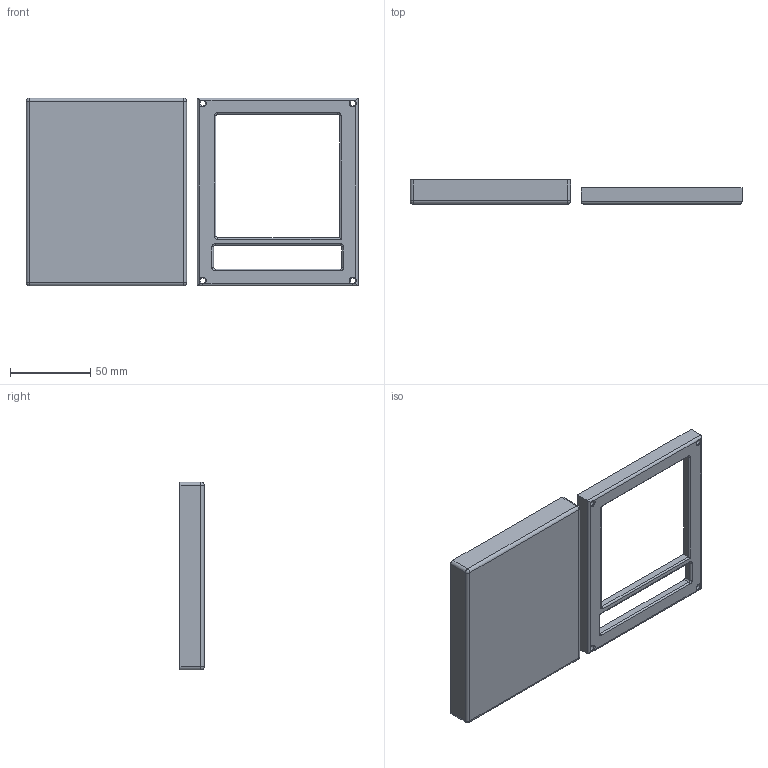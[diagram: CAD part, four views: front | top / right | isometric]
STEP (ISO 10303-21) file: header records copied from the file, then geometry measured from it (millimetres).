
FILE_DESCRIPTION(/* description */ ('STEP AP242','CAx-IF Rec.Pracs.---Representation and Presentation of Product Manufacturing Information (PMI)---4.0---2014-10-13','CAx-IF Rec.Pracs.---3D Tessellated Geometry---0.4---2014-09-14','2;1'),/* implementation_level */ '2;1');
FILE_NAME(/* name */ '67acb5e3bf039a6426d80f0c',/* time_stamp */ '2025-02-12T14:53:23Z',/* author */ (''),/* organization */ (''),/* preprocessor_version */ 'ST-DEVELOPER v20',/* originating_system */ 'ONSHAPE BY PTC INC, 1.193',/* authorisation */ ' ');
FILE_SCHEMA (('AP242_MANAGED_MODEL_BASED_3D_ENGINEERING_MIM_LF { 1 0 10303 442 1 1 4 }'));
Length unit declared in the file: metre
Products named in the file (2): Part 2; Part 1
Bounding box: 206.84 x 15 x 117.04 mm (x, y, z)
Volume: 116509.2 mm3; surface area: 51319.5 mm2
Topology: 2 solids, 2 shells, 118 faces, 305 edges, 189 vertices
Faces by surface type: cylinder 53, plane 50, torus 11, sphere 4
Full cylindrical faces by diameter (mm): 3.5 x4, 3.9 x4
Entity records: 3557 total; most frequent: DIRECTION 633, CARTESIAN_POINT 622, ORIENTED_EDGE 570, EDGE_CURVE 285, AXIS2_PLACEMENT_3D 236, VERTEX_POINT 185, LINE 161, VECTOR 161
